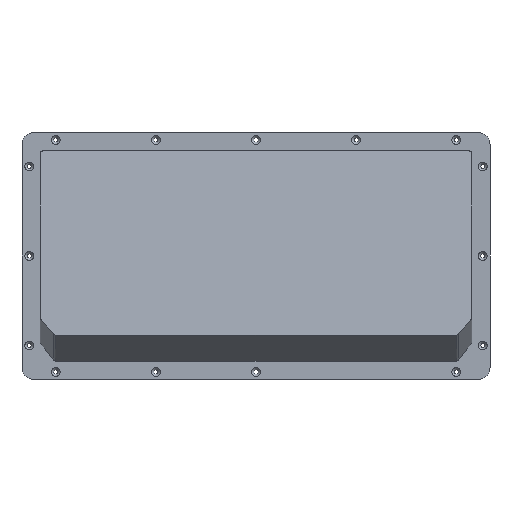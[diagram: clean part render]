
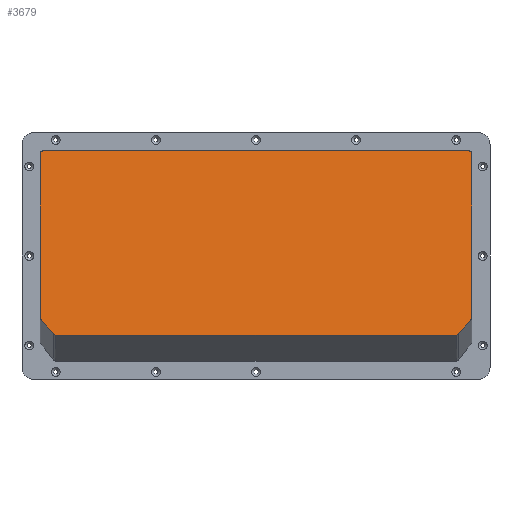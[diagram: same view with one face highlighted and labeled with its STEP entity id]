
A CAD part, front view. The second image highlights one B-rep face of the part: STEP entity #3679.
In plain terms, the highlighted planar face has unit normal (0, -0.99, 0.139).
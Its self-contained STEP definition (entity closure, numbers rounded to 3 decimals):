
#48=ELLIPSE('',#3963,2.02,2.);
#49=ELLIPSE('',#3967,2.281,2.);
#50=ELLIPSE('',#3968,2.281,2.);
#51=ELLIPSE('',#3969,2.281,2.);
#52=ELLIPSE('',#3970,2.281,2.);
#53=ELLIPSE('',#3971,2.02,2.);
#110=PLANE('',#3966);
#235=FACE_OUTER_BOUND('',#466,.T.);
#466=EDGE_LOOP('',(#2686,#2687,#2688,#2689,#2690,#2691,#2692,#2693,#2694,
#2695,#2696,#2697));
#1025=LINE('',#7166,#1277);
#1028=LINE('',#7172,#1280);
#1029=LINE('',#7176,#1281);
#1030=LINE('',#7180,#1282);
#1031=LINE('',#7184,#1283);
#1032=LINE('',#7188,#1284);
#1277=VECTOR('',#4523,10.);
#1280=VECTOR('',#4528,10.);
#1281=VECTOR('',#4531,10.);
#1282=VECTOR('',#4534,10.);
#1283=VECTOR('',#4537,10.);
#1284=VECTOR('',#4540,10.);
#1666=VERTEX_POINT('',#7156);
#1667=VERTEX_POINT('',#7157);
#1670=VERTEX_POINT('',#7165);
#1672=VERTEX_POINT('',#7171);
#1673=VERTEX_POINT('',#7173);
#1674=VERTEX_POINT('',#7175);
#1675=VERTEX_POINT('',#7177);
#1676=VERTEX_POINT('',#7179);
#1677=VERTEX_POINT('',#7181);
#1678=VERTEX_POINT('',#7183);
#1679=VERTEX_POINT('',#7185);
#1680=VERTEX_POINT('',#7187);
#2075=EDGE_CURVE('',#1666,#1667,#48,.T.);
#2079=EDGE_CURVE('',#1670,#1667,#1025,.T.);
#2082=EDGE_CURVE('',#1666,#1672,#1028,.T.);
#2083=EDGE_CURVE('',#1673,#1672,#49,.T.);
#2084=EDGE_CURVE('',#1674,#1673,#1029,.T.);
#2085=EDGE_CURVE('',#1675,#1674,#50,.T.);
#2086=EDGE_CURVE('',#1675,#1676,#1030,.T.);
#2087=EDGE_CURVE('',#1677,#1676,#51,.T.);
#2088=EDGE_CURVE('',#1678,#1677,#1031,.T.);
#2089=EDGE_CURVE('',#1679,#1678,#52,.T.);
#2090=EDGE_CURVE('',#1679,#1680,#1032,.T.);
#2091=EDGE_CURVE('',#1670,#1680,#53,.T.);
#2686=ORIENTED_EDGE('',*,*,#2075,.F.);
#2687=ORIENTED_EDGE('',*,*,#2082,.T.);
#2688=ORIENTED_EDGE('',*,*,#2083,.F.);
#2689=ORIENTED_EDGE('',*,*,#2084,.F.);
#2690=ORIENTED_EDGE('',*,*,#2085,.F.);
#2691=ORIENTED_EDGE('',*,*,#2086,.T.);
#2692=ORIENTED_EDGE('',*,*,#2087,.F.);
#2693=ORIENTED_EDGE('',*,*,#2088,.F.);
#2694=ORIENTED_EDGE('',*,*,#2089,.F.);
#2695=ORIENTED_EDGE('',*,*,#2090,.T.);
#2696=ORIENTED_EDGE('',*,*,#2091,.F.);
#2697=ORIENTED_EDGE('',*,*,#2079,.T.);
#3679=ADVANCED_FACE('',(#235),#110,.F.);
#3963=AXIS2_PLACEMENT_3D('',#7158,#4515,#4516);
#3966=AXIS2_PLACEMENT_3D('',#7170,#4526,#4527);
#3967=AXIS2_PLACEMENT_3D('',#7174,#4529,#4530);
#3968=AXIS2_PLACEMENT_3D('',#7178,#4532,#4533);
#3969=AXIS2_PLACEMENT_3D('',#7182,#4535,#4536);
#3970=AXIS2_PLACEMENT_3D('',#7186,#4538,#4539);
#3971=AXIS2_PLACEMENT_3D('',#7189,#4541,#4542);
#4515=DIRECTION('center_axis',(0.,0.99,-0.139));
#4516=DIRECTION('ref_axis',(0.,0.139,0.99));
#4523=DIRECTION('',(-1.,0.,0.));
#4526=DIRECTION('center_axis',(0.,0.99,-0.139));
#4527=DIRECTION('ref_axis',(0.,0.139,0.99));
#4528=DIRECTION('',(0.,-0.139,-0.99));
#4529=DIRECTION('center_axis',(0.,0.99,-0.139));
#4530=DIRECTION('ref_axis',(0.,-0.139,-0.99));
#4531=DIRECTION('',(-0.659,0.105,0.745));
#4532=DIRECTION('center_axis',(0.,0.99,-0.139));
#4533=DIRECTION('ref_axis',(0.,-0.139,-0.99));
#4534=DIRECTION('',(1.,0.,0.));
#4535=DIRECTION('center_axis',(0.,0.99,-0.139));
#4536=DIRECTION('ref_axis',(0.,-0.139,-0.99));
#4537=DIRECTION('',(-0.659,-0.105,-0.745));
#4538=DIRECTION('center_axis',(0.,0.99,-0.139));
#4539=DIRECTION('ref_axis',(0.,-0.139,-0.99));
#4540=DIRECTION('',(0.,0.139,0.99));
#4541=DIRECTION('center_axis',(0.,0.99,-0.139));
#4542=DIRECTION('ref_axis',(0.,0.139,0.99));
#7156=CARTESIAN_POINT('',(16.8,-6.281,-18.8));
#7157=CARTESIAN_POINT('',(18.8,-6.,-16.8));
#7158=CARTESIAN_POINT('Origin',(18.8,-6.281,-18.8));
#7165=CARTESIAN_POINT('',(311.,-6.,-16.8));
#7166=CARTESIAN_POINT('',(313.,-6.,-16.8));
#7170=CARTESIAN_POINT('Origin',(164.9,-16.138,-88.938));
#7171=CARTESIAN_POINT('',(16.8,-22.062,-131.086));
#7172=CARTESIAN_POINT('',(16.8,-11.069,-52.869));
#7173=CARTESIAN_POINT('',(17.386,-22.286,-132.684));
#7174=CARTESIAN_POINT('Origin',(18.8,-22.062,-131.086));
#7175=CARTESIAN_POINT('',(26.214,-23.688,-142.655));
#7176=CARTESIAN_POINT('',(39.418,-25.784,-157.569));
#7177=CARTESIAN_POINT('',(27.628,-23.781,-143.317));
#7178=CARTESIAN_POINT('Origin',(27.628,-23.463,-141.058));
#7179=CARTESIAN_POINT('',(302.172,-23.781,-143.317));
#7180=CARTESIAN_POINT('',(90.85,-23.781,-143.317));
#7181=CARTESIAN_POINT('',(303.586,-23.688,-142.655));
#7182=CARTESIAN_POINT('Origin',(302.172,-23.463,-141.058));
#7183=CARTESIAN_POINT('',(312.414,-22.286,-132.684));
#7184=CARTESIAN_POINT('',(285.236,-26.601,-163.381));
#7185=CARTESIAN_POINT('',(313.,-22.062,-131.086));
#7186=CARTESIAN_POINT('Origin',(311.,-22.062,-131.086));
#7187=CARTESIAN_POINT('',(313.,-6.281,-18.8));
#7188=CARTESIAN_POINT('',(313.,-21.011,-123.609));
#7189=CARTESIAN_POINT('Origin',(311.,-6.281,-18.8));
